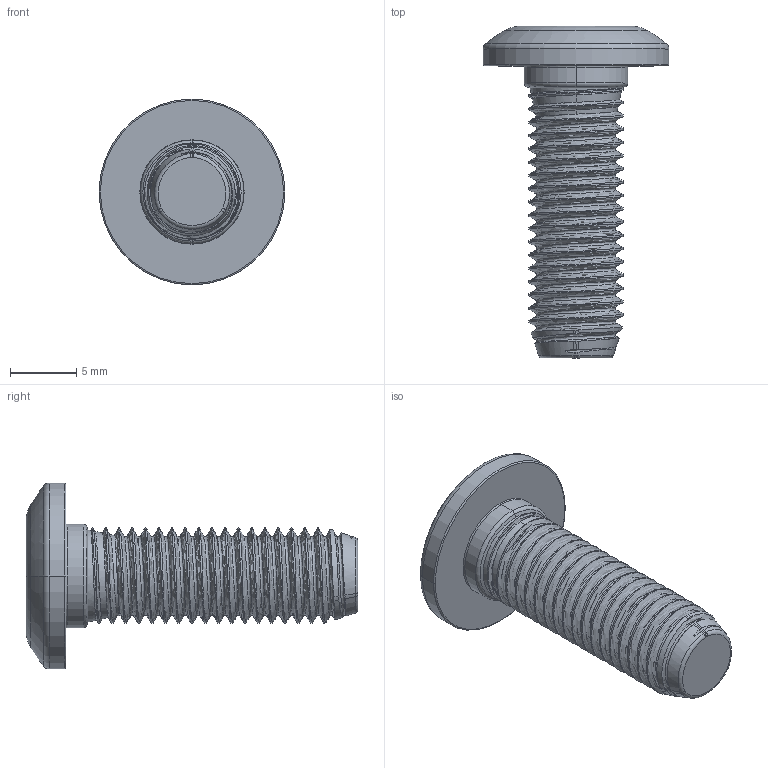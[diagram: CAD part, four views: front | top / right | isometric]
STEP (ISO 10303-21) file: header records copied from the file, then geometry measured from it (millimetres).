
FILE_DESCRIPTION (( 'STEP AP203' ), '1' );
FILE_NAME ('093S0722T.STEP', '2019-08-30T14:02:40', ( '' ), ( '' ), 'SwSTEP 2.0', 'SolidWorks 2019', '' );
FILE_SCHEMA (( 'CONFIG_CONTROL_DESIGN' ));
Length unit declared in the file: millimetre
Products named in the file (1): 093S0722T
Bounding box: 14 x 25 x 14 mm (x, y, z)
Volume: 1108.3 mm3; surface area: 1121.7 mm2
Topology: 1 solids, 1 shells, 216 faces, 607 edges, 395 vertices
Faces by surface type: cylinder 148, cone 38, torus 21, bspline 5, plane 4
Entity records: 14520 total; most frequent: CARTESIAN_POINT 9542, ORIENTED_EDGE 1214, DIRECTION 751, EDGE_CURVE 607, VERTEX_POINT 395, B_SPLINE_CURVE_WITH_KNOTS 351, AXIS2_PLACEMENT_3D 287, EDGE_LOOP 218
